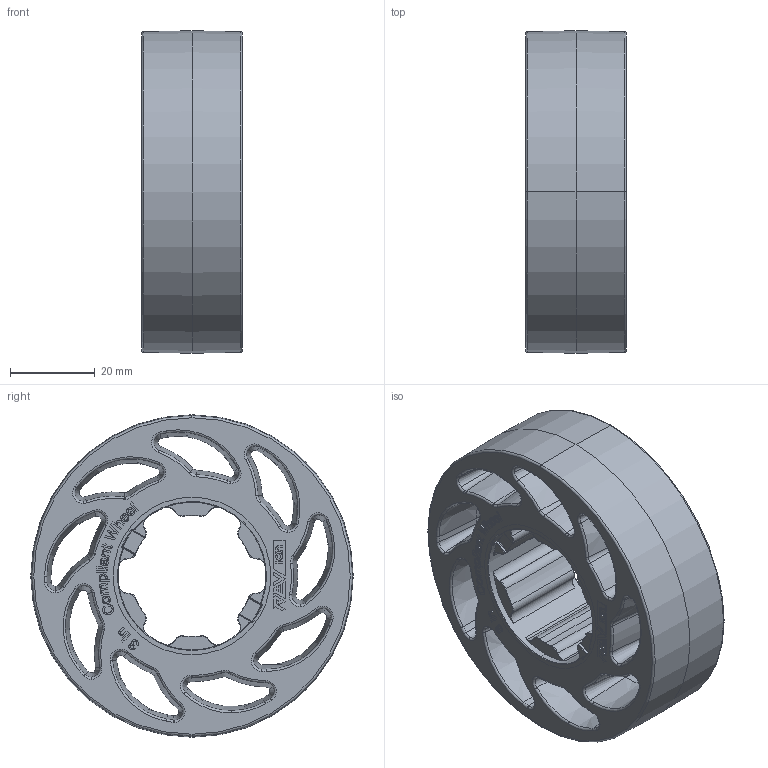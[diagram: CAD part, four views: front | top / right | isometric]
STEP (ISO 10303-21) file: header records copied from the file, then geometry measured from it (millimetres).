
FILE_DESCRIPTION (( 'STEP AP203' ), '1' );
FILE_NAME ('Compliant Wheel - 3in - MAXSpline.STEP', '2022-04-05T14:50:50', ( '' ), ( '' ), 'SwSTEP 2.0', 'SolidWorks 2022', '' );
FILE_SCHEMA (( 'CONFIG_CONTROL_DESIGN' ));
Length unit declared in the file: inch
Products named in the file (1): Compliant Wheel - 3in - MAXSpline
Bounding box: 24.01 x 76.2 x 76.2 mm (x, y, z)
Volume: 69424 mm3; surface area: 33162.7 mm2
Topology: 2 solids, 2 shells, 1916 faces, 5008 edges, 3105 vertices
Faces by surface type: bspline 724, plane 486, torus 342, cone 236, cylinder 92, sphere 36
Entity records: 64114 total; most frequent: CARTESIAN_POINT 21532, ORIENTED_EDGE 9920, DIRECTION 7175, EDGE_CURVE 4960, VERTEX_POINT 3105, AXIS2_PLACEMENT_3D 2524, VECTOR 2127, LINE 2127
